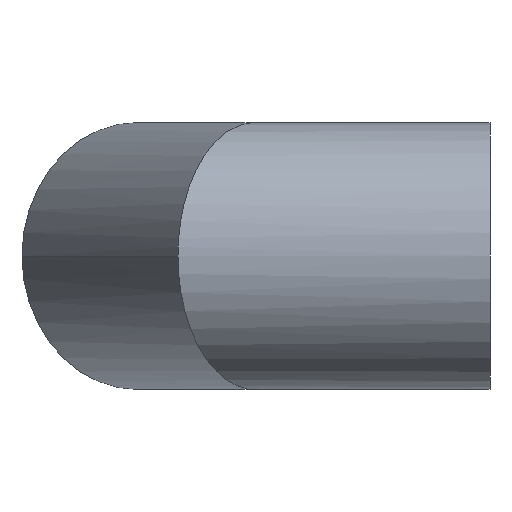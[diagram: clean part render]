
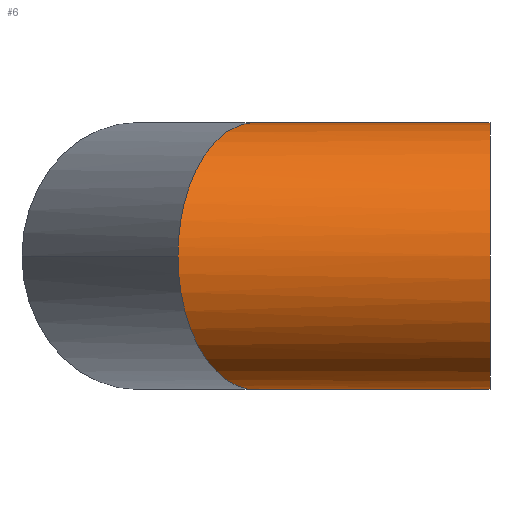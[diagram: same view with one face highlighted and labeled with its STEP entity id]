
A CAD part, left-side view. The second image highlights one B-rep face of the part: STEP entity #6.
In plain terms, the highlighted cylindrical face has radius 157.5 mm (diameter 315 mm), a partial arc.
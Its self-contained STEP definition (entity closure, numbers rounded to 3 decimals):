
#4 = LINE ( 'NONE', #209, #111 ) ;
#6 = ADVANCED_FACE ( 'NONE', ( #43 ), #18, .T. ) ;
#14 = EDGE_CURVE ( 'NONE', #179, #237, #325, .T. ) ;
#17 = DIRECTION ( 'NONE',  ( 0., 1., 0. ) ) ;
#18 = CYLINDRICAL_SURFACE ( 'NONE', #177, 157.5 ) ;
#35 = VECTOR ( 'NONE', #17, 1000. ) ;
#37 = DIRECTION ( 'NONE',  ( 0., 1., 0. ) ) ;
#43 = FACE_OUTER_BOUND ( 'NONE', #274, .T. ) ;
#67 = ORIENTED_EDGE ( 'NONE', *, *, #319, .T. ) ;
#78 = CARTESIAN_POINT ( 'NONE',  ( 0., 0., -157.5 ) ) ;
#89 = DIRECTION ( 'NONE',  ( 0., 1., 0. ) ) ;
#93 = CIRCLE ( 'NONE', #332, 157.5 ) ;
#108 = CARTESIAN_POINT ( 'NONE',  ( -157.5, 368.266, 92.261 ) ) ;
#111 = VECTOR ( 'NONE', #89, 1000. ) ;
#119 =( BOUNDED_CURVE ( )  B_SPLINE_CURVE ( 3, ( #195, #283, #108, #353 ),
 .UNSPECIFIED., .F., .F. ) 
 B_SPLINE_CURVE_WITH_KNOTS ( ( 4, 4 ),
 ( 4.712, 6.283 ),
 .UNSPECIFIED. ) 
 CURVE ( )  GEOMETRIC_REPRESENTATION_ITEM ( )  RATIONAL_B_SPLINE_CURVE ( ( 1., 0.805, 0.805, 1. ) ) 
 REPRESENTATION_ITEM ( '' )  );
#124 = ORIENTED_EDGE ( 'NONE', *, *, #248, .T. ) ;
#128 = DIRECTION ( 'NONE',  ( 0., 0., 1. ) ) ;
#148 = VERTEX_POINT ( 'NONE', #230 ) ;
#161 = CARTESIAN_POINT ( 'NONE',  ( -157.5, 368.266, 0. ) ) ;
#176 = CARTESIAN_POINT ( 'NONE',  ( -157.5, 368.266, 0. ) ) ;
#177 = AXIS2_PLACEMENT_3D ( 'NONE', #224, #222, #128 ) ;
#179 = VERTEX_POINT ( 'NONE', #176 ) ;
#190 = CARTESIAN_POINT ( 'NONE',  ( 0., 277.333, -157.5 ) ) ;
#195 = CARTESIAN_POINT ( 'NONE',  ( 0., 277.333, 157.5 ) ) ;
#209 = CARTESIAN_POINT ( 'NONE',  ( 0., 0., 157.5 ) ) ;
#222 = DIRECTION ( 'NONE',  ( 0., 1., 0. ) ) ;
#224 = CARTESIAN_POINT ( 'NONE',  ( 0., 0., 0. ) ) ;
#229 = CARTESIAN_POINT ( 'NONE',  ( -157.5, 368.266, -92.261 ) ) ;
#230 = CARTESIAN_POINT ( 'NONE',  ( 0., 277.333, 157.5 ) ) ;
#237 = VERTEX_POINT ( 'NONE', #359 ) ;
#248 = EDGE_CURVE ( 'NONE', #299, #148, #4, .T. ) ;
#252 = DIRECTION ( 'NONE',  ( 0., 0., 1. ) ) ;
#262 = EDGE_CURVE ( 'NONE', #272, #299, #93, .T. ) ;
#272 = VERTEX_POINT ( 'NONE', #294 ) ;
#274 = EDGE_LOOP ( 'NONE', ( #293, #340, #124, #67, #328 ) ) ;
#277 = CARTESIAN_POINT ( 'NONE',  ( 0., 0., 157.5 ) ) ;
#283 = CARTESIAN_POINT ( 'NONE',  ( -92.261, 330.6, 157.5 ) ) ;
#293 = ORIENTED_EDGE ( 'NONE', *, *, #384, .F. ) ;
#294 = CARTESIAN_POINT ( 'NONE',  ( 0., 0., -157.5 ) ) ;
#299 = VERTEX_POINT ( 'NONE', #277 ) ;
#316 = CARTESIAN_POINT ( 'NONE',  ( -92.261, 330.6, -157.5 ) ) ;
#319 = EDGE_CURVE ( 'NONE', #148, #179, #119, .T. ) ;
#324 = LINE ( 'NONE', #78, #35 ) ;
#325 =( BOUNDED_CURVE ( )  B_SPLINE_CURVE ( 3, ( #161, #229, #316, #190 ),
 .UNSPECIFIED., .F., .T. ) 
 B_SPLINE_CURVE_WITH_KNOTS ( ( 4, 4 ),
 ( 0., 1.571 ),
 .UNSPECIFIED. ) 
 CURVE ( )  GEOMETRIC_REPRESENTATION_ITEM ( )  RATIONAL_B_SPLINE_CURVE ( ( 1., 0.805, 0.805, 1. ) ) 
 REPRESENTATION_ITEM ( '' )  );
#328 = ORIENTED_EDGE ( 'NONE', *, *, #14, .T. ) ;
#332 = AXIS2_PLACEMENT_3D ( 'NONE', #362, #37, #252 ) ;
#340 = ORIENTED_EDGE ( 'NONE', *, *, #262, .T. ) ;
#353 = CARTESIAN_POINT ( 'NONE',  ( -157.5, 368.266, 0. ) ) ;
#359 = CARTESIAN_POINT ( 'NONE',  ( 0., 277.333, -157.5 ) ) ;
#362 = CARTESIAN_POINT ( 'NONE',  ( 0., 0., 0. ) ) ;
#384 = EDGE_CURVE ( 'NONE', #272, #237, #324, .T. ) ;
